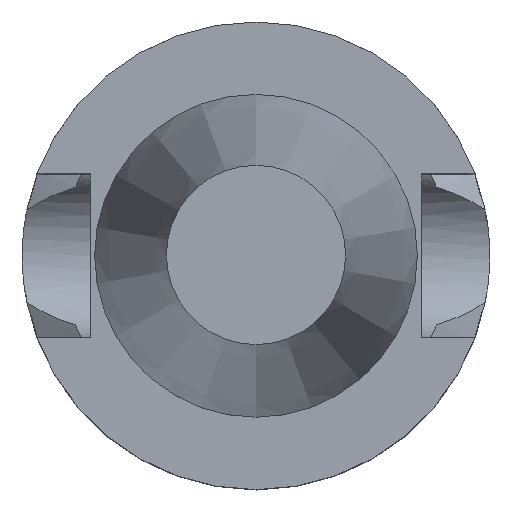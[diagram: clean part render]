
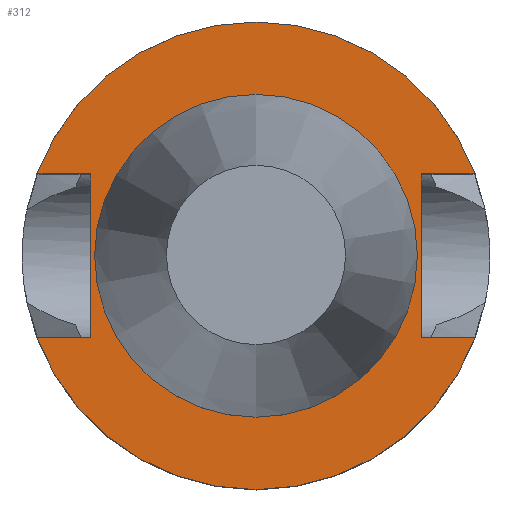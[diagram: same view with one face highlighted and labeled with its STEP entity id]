
A CAD part, top view. The second image highlights one B-rep face of the part: STEP entity #312.
In plain terms, the highlighted planar face has unit normal (0, 0, 1).
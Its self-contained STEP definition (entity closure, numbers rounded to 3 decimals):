
#122=EDGE_CURVE('240[2]',#354,#354,#355,.T.);
#158=EDGE_CURVE('240[2]',#383,#406,#407,.T.);
#163=EDGE_CURVE('240[2]',#383,#413,#414,.T.);
#189=EDGE_CURVE('240[2]',#453,#454,#455,.T.);
#214=EDGE_CURVE('240[2]',#453,#341,#494,.T.);
#229=EDGE_CURVE('240[2]',#406,#515,#516,.T.);
#291=EDGE_CURVE('240[2]',#515,#454,#594,.T.);
#306=EDGE_CURVE('240[2]',#341,#557,#611,.T.);
#312=ADVANCED_FACE('240[2]',(#619,#620),#621,.T.);
#314=EDGE_CURVE('240[2]',#557,#413,#623,.T.);
#341=VERTEX_POINT('',#642);
#354=VERTEX_POINT('',#677);
#355=CIRCLE('',#678,15.875);
#383=VERTEX_POINT('',#721);
#406=VERTEX_POINT('',#769);
#407=LINE('',#770,#771);
#413=VERTEX_POINT('',#779);
#414=CIRCLE('',#780,23.0);
#453=VERTEX_POINT('',#845);
#454=VERTEX_POINT('',#846);
#455=CIRCLE('',#847,23.0);
#494=LINE('',#937,#938);
#515=VERTEX_POINT('',#965);
#516=LINE('',#966,#967);
#557=VERTEX_POINT('',#1087);
#594=LINE('',#1155,#1156);
#611=LINE('',#1197,#1198);
#619=FACE_OUTER_BOUND('',#1208,.T.);
#620=FACE_BOUND('',#1209,.T.);
#621=PLANE('',#1210);
#623=LINE('',#1213,#1214);
#642=CARTESIAN_POINT('',(16.3,-8.05,-1.0));
#677=CARTESIAN_POINT('',(0.,15.875,-1.));
#678=AXIS2_PLACEMENT_3D('',#1253,#1254,#1255);
#721=CARTESIAN_POINT('',(-21.545,8.05,-1.));
#769=CARTESIAN_POINT('',(-16.3,8.05,-1.));
#770=CARTESIAN_POINT('',(-8.15,8.05,-1.0));
#771=VECTOR('',#1316,1.0);
#779=CARTESIAN_POINT('',(21.545,8.05,-1.));
#780=AXIS2_PLACEMENT_3D('',#1322,#1323,#1324);
#845=CARTESIAN_POINT('',(21.545,-8.05,-1.0));
#846=CARTESIAN_POINT('',(-21.545,-8.05,-1.0));
#847=AXIS2_PLACEMENT_3D('',#1361,#1362,#1363);
#937=CARTESIAN_POINT('',(8.15,-8.05,-1.0));
#938=VECTOR('',#1408,1.0);
#965=CARTESIAN_POINT('',(-16.3,-8.05,-1.0));
#966=CARTESIAN_POINT('',(-16.3,13.744,-1.));
#967=VECTOR('',#1440,1.0);
#1087=CARTESIAN_POINT('',(16.3,8.05,-1.));
#1155=CARTESIAN_POINT('',(-8.15,-8.05,-1.0));
#1156=VECTOR('',#1524,1.0);
#1197=CARTESIAN_POINT('',(16.3,5.694,-1.0));
#1198=VECTOR('',#1542,1.0);
#1208=EDGE_LOOP('',(#1550,#1551,#1552,#1553,#1554,#1555,#1556,#1557));
#1209=EDGE_LOOP('',(#1558));
#1210=AXIS2_PLACEMENT_3D('',#1559,#1560,#1561);
#1213=CARTESIAN_POINT('',(8.15,8.05,-1.));
#1214=VECTOR('',#1562,1.0);
#1253=CARTESIAN_POINT('',(0.,0.,-1.0));
#1254=DIRECTION('',(0.,0.,-1.0));
#1255=DIRECTION('',(0.,1.0,0.));
#1316=DIRECTION('',(1.0,0.,0.));
#1322=CARTESIAN_POINT('',(0.,0.,-1.0));
#1323=DIRECTION('',(0.,0.,-1.0));
#1324=DIRECTION('',(0.,1.0,0.));
#1361=CARTESIAN_POINT('',(0.,0.,-1.0));
#1362=DIRECTION('',(0.,0.,-1.0));
#1363=DIRECTION('',(0.,1.0,0.));
#1408=DIRECTION('',(-1.0,0.,0.));
#1440=DIRECTION('',(0.0,-1.0,0.));
#1524=DIRECTION('',(-1.0,0.,0.));
#1542=DIRECTION('',(0.0,1.0,0.));
#1550=ORIENTED_EDGE('',*,*,#158,.T.);
#1551=ORIENTED_EDGE('',*,*,#229,.T.);
#1552=ORIENTED_EDGE('',*,*,#291,.T.);
#1553=ORIENTED_EDGE('',*,*,#189,.F.);
#1554=ORIENTED_EDGE('',*,*,#214,.T.);
#1555=ORIENTED_EDGE('',*,*,#306,.T.);
#1556=ORIENTED_EDGE('',*,*,#314,.T.);
#1557=ORIENTED_EDGE('',*,*,#163,.F.);
#1558=ORIENTED_EDGE('',*,*,#122,.T.);
#1559=CARTESIAN_POINT('',(0.,19.438,-1.));
#1560=DIRECTION('',(0.,0.,1.0));
#1561=DIRECTION('',(1.0,0.,0.0));
#1562=DIRECTION('',(1.0,0.,0.));
